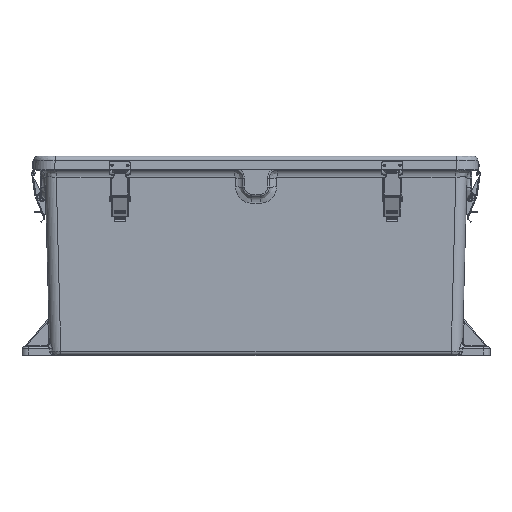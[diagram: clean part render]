
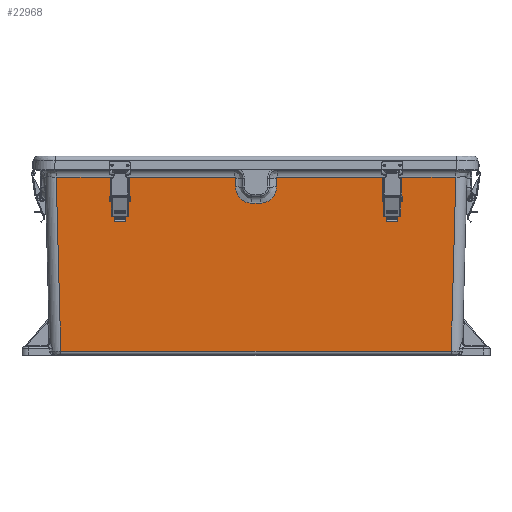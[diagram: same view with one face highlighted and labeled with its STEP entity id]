
A CAD part, top view. The second image highlights one B-rep face of the part: STEP entity #22968.
In plain terms, the highlighted planar face has unit normal (0, -0.026, 1).
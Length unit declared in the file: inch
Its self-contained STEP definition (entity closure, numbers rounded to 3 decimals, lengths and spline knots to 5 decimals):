
#376=FACE_BOUND('',#4654,.T.);
#377=FACE_BOUND('',#4655,.T.);
#378=FACE_BOUND('',#4656,.T.);
#379=FACE_BOUND('',#4657,.T.);
#1046=PLANE('',#24707);
#1606=CIRCLE('',#24708,1.91487);
#1607=CIRCLE('',#24709,1.91487);
#2864=ELLIPSE('',#24688,0.04768,0.04749);
#2866=ELLIPSE('',#24693,0.95216,0.95201);
#2868=ELLIPSE('',#24698,0.95216,0.95201);
#2870=ELLIPSE('',#24703,0.04768,0.04749);
#2872=ELLIPSE('',#24710,0.06952,0.0695);
#2873=ELLIPSE('',#24711,0.06952,0.0695);
#2874=ELLIPSE('',#24712,0.06952,0.0695);
#2875=ELLIPSE('',#24713,0.06952,0.0695);
#3223=FACE_OUTER_BOUND('',#4653,.T.);
#4653=EDGE_LOOP('',(#16075,#16076,#16077,#16078,#16079,#16080,#16081,#16082,
#16083,#16084,#16085,#16086,#16087,#16088));
#4654=EDGE_LOOP('',(#16089));
#4655=EDGE_LOOP('',(#16090));
#4656=EDGE_LOOP('',(#16091));
#4657=EDGE_LOOP('',(#16092));
#6546=LINE('',#37304,#8255);
#6547=LINE('',#37349,#8256);
#6549=LINE('',#37405,#8258);
#6551=LINE('',#37461,#8260);
#6553=LINE('',#37507,#8262);
#6555=LINE('',#37513,#8264);
#6556=LINE('',#37515,#8265);
#6557=LINE('',#37517,#8266);
#8255=VECTOR('',#27890,0.5);
#8256=VECTOR('',#27901,0.5);
#8258=VECTOR('',#27913,0.5);
#8260=VECTOR('',#27925,0.5);
#8262=VECTOR('',#27937,0.5);
#8264=VECTOR('',#27943,0.3937);
#8265=VECTOR('',#27944,0.3937);
#8266=VECTOR('',#27945,0.3937);
#10193=VERTEX_POINT('',#37297);
#10196=VERTEX_POINT('',#37302);
#10198=VERTEX_POINT('',#37341);
#10200=VERTEX_POINT('',#37347);
#10202=VERTEX_POINT('',#37397);
#10204=VERTEX_POINT('',#37403);
#10206=VERTEX_POINT('',#37453);
#10208=VERTEX_POINT('',#37459);
#10210=VERTEX_POINT('',#37499);
#10212=VERTEX_POINT('',#37505);
#10213=VERTEX_POINT('',#37510);
#10214=VERTEX_POINT('',#37512);
#10215=VERTEX_POINT('',#37514);
#10216=VERTEX_POINT('',#37516);
#10217=VERTEX_POINT('',#37519);
#10218=VERTEX_POINT('',#37521);
#10219=VERTEX_POINT('',#37523);
#10220=VERTEX_POINT('',#37525);
#12488=EDGE_CURVE('',#10196,#10193,#6546,.T.);
#12490=EDGE_CURVE('',#10198,#10196,#2864,.T.);
#12493=EDGE_CURVE('',#10200,#10198,#6547,.T.);
#12496=EDGE_CURVE('',#10202,#10200,#2866,.T.);
#12499=EDGE_CURVE('',#10204,#10202,#6549,.T.);
#12502=EDGE_CURVE('',#10206,#10204,#2868,.T.);
#12505=EDGE_CURVE('',#10208,#10206,#6551,.T.);
#12508=EDGE_CURVE('',#10210,#10208,#2870,.T.);
#12511=EDGE_CURVE('',#10212,#10210,#6553,.T.);
#12513=EDGE_CURVE('',#10213,#10212,#1606,.T.);
#12514=EDGE_CURVE('',#10214,#10213,#6555,.T.);
#12515=EDGE_CURVE('',#10215,#10214,#6556,.T.);
#12516=EDGE_CURVE('',#10216,#10215,#6557,.T.);
#12517=EDGE_CURVE('',#10193,#10216,#1607,.T.);
#12518=EDGE_CURVE('',#10217,#10217,#2872,.T.);
#12519=EDGE_CURVE('',#10218,#10218,#2873,.T.);
#12520=EDGE_CURVE('',#10219,#10219,#2874,.T.);
#12521=EDGE_CURVE('',#10220,#10220,#2875,.T.);
#16075=ORIENTED_EDGE('',*,*,#12488,.F.);
#16076=ORIENTED_EDGE('',*,*,#12490,.F.);
#16077=ORIENTED_EDGE('',*,*,#12493,.F.);
#16078=ORIENTED_EDGE('',*,*,#12496,.F.);
#16079=ORIENTED_EDGE('',*,*,#12499,.F.);
#16080=ORIENTED_EDGE('',*,*,#12502,.F.);
#16081=ORIENTED_EDGE('',*,*,#12505,.F.);
#16082=ORIENTED_EDGE('',*,*,#12508,.F.);
#16083=ORIENTED_EDGE('',*,*,#12511,.F.);
#16084=ORIENTED_EDGE('',*,*,#12513,.F.);
#16085=ORIENTED_EDGE('',*,*,#12514,.F.);
#16086=ORIENTED_EDGE('',*,*,#12515,.F.);
#16087=ORIENTED_EDGE('',*,*,#12516,.F.);
#16088=ORIENTED_EDGE('',*,*,#12517,.F.);
#16089=ORIENTED_EDGE('',*,*,#12518,.T.);
#16090=ORIENTED_EDGE('',*,*,#12519,.T.);
#16091=ORIENTED_EDGE('',*,*,#12520,.T.);
#16092=ORIENTED_EDGE('',*,*,#12521,.T.);
#22968=ADVANCED_FACE('',(#3223,#376,#377,#378,#379),#1046,.T.);
#24688=AXIS2_PLACEMENT_3D('',#37343,#27893,#27894);
#24693=AXIS2_PLACEMENT_3D('',#37399,#27905,#27906);
#24698=AXIS2_PLACEMENT_3D('',#37455,#27917,#27918);
#24703=AXIS2_PLACEMENT_3D('',#37501,#27929,#27930);
#24707=AXIS2_PLACEMENT_3D('',#37509,#27939,#27940);
#24708=AXIS2_PLACEMENT_3D('',#37511,#27941,#27942);
#24709=AXIS2_PLACEMENT_3D('',#37518,#27946,#27947);
#24710=AXIS2_PLACEMENT_3D('',#37520,#27948,#27949);
#24711=AXIS2_PLACEMENT_3D('',#37522,#27950,#27951);
#24712=AXIS2_PLACEMENT_3D('',#37524,#27952,#27953);
#24713=AXIS2_PLACEMENT_3D('',#37526,#27954,#27955);
#27890=DIRECTION('',(1.,0.,0.));
#27893=DIRECTION('center_axis',(0.,0.026,-1.));
#27894=DIRECTION('ref_axis',(0.003,1.,0.026));
#27901=DIRECTION('',(0.,1.,0.026));
#27905=DIRECTION('center_axis',(0.,-0.026,
1.));
#27906=DIRECTION('ref_axis',(0.,-1.,-0.026));
#27913=DIRECTION('',(1.,0.,0.));
#27917=DIRECTION('center_axis',(0.,-0.026,
1.));
#27918=DIRECTION('ref_axis',(0.,-1.,-0.026));
#27925=DIRECTION('',(0.,-1.,-0.026));
#27929=DIRECTION('center_axis',(0.,0.026,
-1.));
#27930=DIRECTION('ref_axis',(-0.003,1.,0.026));
#27937=DIRECTION('',(1.,0.,0.));
#27939=DIRECTION('center_axis',(0.,-0.026,1.));
#27940=DIRECTION('ref_axis',(-1.,0.,0.));
#27941=DIRECTION('center_axis',(0.,-0.026,
1.));
#27942=DIRECTION('ref_axis',(0.,-1.,-0.026));
#27943=DIRECTION('',(-0.026,0.999,0.026));
#27944=DIRECTION('',(-1.,0.,0.));
#27945=DIRECTION('',(-0.026,-0.999,-0.026));
#27946=DIRECTION('center_axis',(0.,-0.026,
1.));
#27947=DIRECTION('ref_axis',(0.02,-0.999,-0.026));
#27948=DIRECTION('center_axis',(0.,0.026,-1.));
#27949=DIRECTION('ref_axis',(0.,-1.,-0.026));
#27950=DIRECTION('center_axis',(0.,0.026,-1.));
#27951=DIRECTION('ref_axis',(0.,-1.,-0.026));
#27952=DIRECTION('center_axis',(0.,0.026,-1.));
#27953=DIRECTION('ref_axis',(0.,-1.,-0.026));
#27954=DIRECTION('center_axis',(0.,0.026,-1.));
#27955=DIRECTION('ref_axis',(0.,-1.,-0.026));
#37297=CARTESIAN_POINT('',(11.7,-0.97462,10.38848));
#37302=CARTESIAN_POINT('',(1.2495,-0.97462,10.38848));
#37304=CARTESIAN_POINT('',(5.85,-0.97462,10.38848));
#37341=CARTESIAN_POINT('',(1.20201,-1.02229,10.38723));
#37343=CARTESIAN_POINT('Origin',(1.2495,-1.02229,10.38723));
#37347=CARTESIAN_POINT('',(1.20201,-1.54879,10.37344));
#37349=CARTESIAN_POINT('',(1.20201,0.00128,10.41403));
#37397=CARTESIAN_POINT('',(0.25,-2.50062,10.34852));
#37399=CARTESIAN_POINT('Origin',(0.25,-1.54879,10.37344));
#37403=CARTESIAN_POINT('',(-0.25,-2.50062,10.34852));
#37405=CARTESIAN_POINT('',(5.85,-2.50062,10.34852));
#37453=CARTESIAN_POINT('',(-1.20201,-1.54879,10.37344));
#37455=CARTESIAN_POINT('Origin',(-0.25,-1.54879,10.37344));
#37459=CARTESIAN_POINT('',(-1.20201,-1.02229,10.38723));
#37461=CARTESIAN_POINT('',(-1.20201,0.00748,10.4142));
#37499=CARTESIAN_POINT('',(-1.2495,-0.97462,10.38848));
#37501=CARTESIAN_POINT('Origin',(-1.2495,-1.02229,10.38723));
#37505=CARTESIAN_POINT('',(-11.7,-0.97462,10.38848));
#37507=CARTESIAN_POINT('',(5.85,-0.97462,10.38848));
#37509=CARTESIAN_POINT('Origin',(-12.414,0.,10.414));
#37510=CARTESIAN_POINT('',(-11.73871,-0.97423,10.38849));
#37511=CARTESIAN_POINT('Origin',(-11.70001,0.93959,10.4386));
#37512=CARTESIAN_POINT('',(-11.47108,-11.19454,10.12086));
#37513=CARTESIAN_POINT('',(-11.75754,-0.25534,10.40731));
#37514=CARTESIAN_POINT('',(11.47108,-11.19454,10.12086));
#37515=CARTESIAN_POINT('',(-6.207,-11.19454,10.12086));
#37516=CARTESIAN_POINT('',(11.73871,-0.97423,10.38849));
#37517=CARTESIAN_POINT('',(11.75617,-0.30764,10.40594));
#37518=CARTESIAN_POINT('Origin',(11.70001,0.93959,10.4386));
#37519=CARTESIAN_POINT('',(8.,-1.6335,10.37123));
#37520=CARTESIAN_POINT('Origin',(8.,-1.703,10.36941));
#37521=CARTESIAN_POINT('',(-8.,-1.6335,10.37123));
#37522=CARTESIAN_POINT('Origin',(-8.,-1.703,10.36941));
#37523=CARTESIAN_POINT('',(-8.,-2.3835,10.35159));
#37524=CARTESIAN_POINT('Origin',(-8.,-2.453,10.34977));
#37525=CARTESIAN_POINT('',(8.,-2.3835,10.35159));
#37526=CARTESIAN_POINT('Origin',(8.,-2.453,10.34977));
